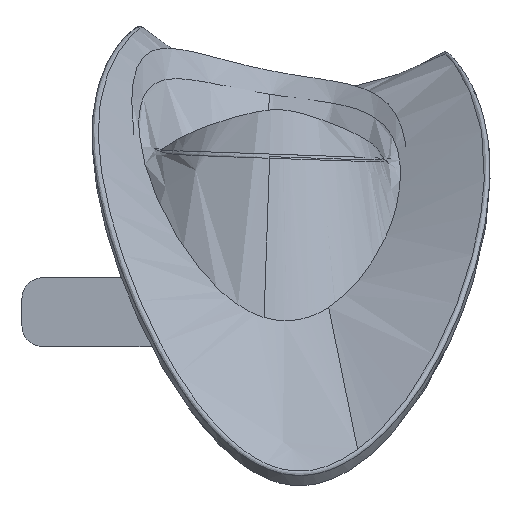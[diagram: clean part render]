
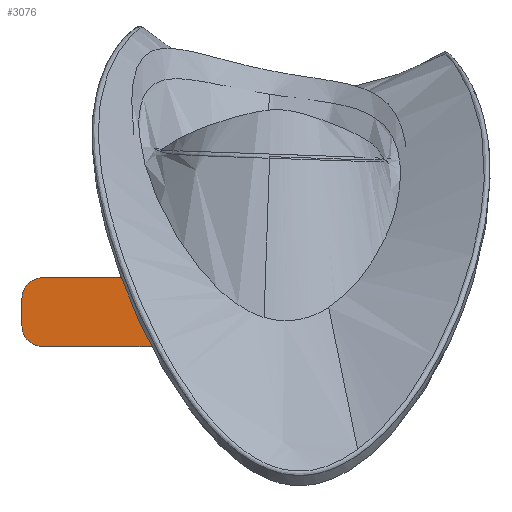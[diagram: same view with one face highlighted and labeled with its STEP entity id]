
A CAD part, left-side view. The second image highlights one B-rep face of the part: STEP entity #3076.
In plain terms, the highlighted planar face has unit normal (-1, 0, 0).
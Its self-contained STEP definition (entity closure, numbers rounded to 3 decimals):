
#62=PLANE('',#3296);
#100=ELLIPSE('',#3214,15.748,5.01);
#155=LINE('',#28308,#361);
#205=LINE('',#38351,#411);
#212=LINE('',#38379,#418);
#294=LINE('',#38705,#500);
#299=LINE('',#38717,#505);
#301=LINE('',#38724,#507);
#361=VECTOR('',#3465,10.);
#411=VECTOR('',#3595,1000.);
#418=VECTOR('',#3612,1000.);
#500=VECTOR('',#3840,1000.);
#505=VECTOR('',#3851,1000.);
#507=VECTOR('',#3859,1000.);
#602=CIRCLE('',#3216,39.662);
#628=CIRCLE('',#3290,3.);
#629=CIRCLE('',#3293,3.);
#630=CIRCLE('',#3297,3.);
#631=CIRCLE('',#3298,3.);
#805=FACE_OUTER_BOUND('',#987,.T.);
#987=EDGE_LOOP('',(#2709,#2710,#2711,#2712,#2713,#2714,#2715,#2716,#2717,
#2718,#2719,#2720));
#1326=VERTEX_POINT('',#28294);
#1327=VERTEX_POINT('',#28307);
#1408=VERTEX_POINT('',#38349);
#1409=VERTEX_POINT('',#38362);
#1410=VERTEX_POINT('',#38366);
#1412=VERTEX_POINT('',#38371);
#1485=VERTEX_POINT('',#38699);
#1486=VERTEX_POINT('',#38703);
#1487=VERTEX_POINT('',#38707);
#1490=VERTEX_POINT('',#38715);
#1491=VERTEX_POINT('',#38721);
#1492=VERTEX_POINT('',#38723);
#1689=EDGE_CURVE('',#1326,#1327,#155,.T.);
#1789=EDGE_CURVE('',#1408,#1326,#205,.T.);
#1790=EDGE_CURVE('',#1327,#1409,#100,.T.);
#1792=EDGE_CURVE('',#1409,#1410,#602,.T.);
#1799=EDGE_CURVE('',#1410,#1412,#212,.T.);
#1915=EDGE_CURVE('',#1408,#1485,#628,.T.);
#1917=EDGE_CURVE('',#1486,#1485,#294,.T.);
#1919=EDGE_CURVE('',#1487,#1486,#629,.T.);
#1923=EDGE_CURVE('',#1490,#1487,#299,.T.);
#1925=EDGE_CURVE('',#1491,#1490,#630,.T.);
#1926=EDGE_CURVE('',#1492,#1491,#301,.T.);
#1927=EDGE_CURVE('',#1412,#1492,#631,.T.);
#2709=ORIENTED_EDGE('',*,*,#1792,.F.);
#2710=ORIENTED_EDGE('',*,*,#1790,.F.);
#2711=ORIENTED_EDGE('',*,*,#1689,.F.);
#2712=ORIENTED_EDGE('',*,*,#1789,.F.);
#2713=ORIENTED_EDGE('',*,*,#1915,.T.);
#2714=ORIENTED_EDGE('',*,*,#1917,.F.);
#2715=ORIENTED_EDGE('',*,*,#1919,.F.);
#2716=ORIENTED_EDGE('',*,*,#1923,.F.);
#2717=ORIENTED_EDGE('',*,*,#1925,.F.);
#2718=ORIENTED_EDGE('',*,*,#1926,.F.);
#2719=ORIENTED_EDGE('',*,*,#1927,.F.);
#2720=ORIENTED_EDGE('',*,*,#1799,.F.);
#3076=ADVANCED_FACE('',(#805),#62,.F.);
#3214=AXIS2_PLACEMENT_3D('',#38363,#3596,#3597);
#3216=AXIS2_PLACEMENT_3D('',#38367,#3601,#3602);
#3290=AXIS2_PLACEMENT_3D('',#38701,#3835,#3836);
#3293=AXIS2_PLACEMENT_3D('',#38709,#3844,#3845);
#3296=AXIS2_PLACEMENT_3D('',#38720,#3855,#3856);
#3297=AXIS2_PLACEMENT_3D('',#38722,#3857,#3858);
#3298=AXIS2_PLACEMENT_3D('',#38725,#3860,#3861);
#3465=DIRECTION('',(0.,-0.442,0.897));
#3595=DIRECTION('',(0.,0.,1.));
#3596=DIRECTION('center_axis',(-1.,0.,0.));
#3597=DIRECTION('ref_axis',(0.,-0.479,-0.878));
#3601=DIRECTION('center_axis',(-1.,0.,0.));
#3602=DIRECTION('ref_axis',(0.,0.,-1.));
#3612=DIRECTION('',(0.,0.,-1.));
#3835=DIRECTION('center_axis',(1.,0.,0.));
#3836=DIRECTION('ref_axis',(0.,0.,1.));
#3840=DIRECTION('',(0.,-1.,0.));
#3844=DIRECTION('center_axis',(1.,0.,0.));
#3845=DIRECTION('ref_axis',(0.,0.,-1.));
#3851=DIRECTION('',(0.,0.,1.));
#3855=DIRECTION('center_axis',(1.,0.,0.));
#3856=DIRECTION('ref_axis',(0.,0.,-1.));
#3857=DIRECTION('center_axis',(1.,0.,0.));
#3858=DIRECTION('ref_axis',(0.,0.,-1.));
#3859=DIRECTION('',(0.,1.,0.));
#3860=DIRECTION('center_axis',(1.,0.,0.));
#3861=DIRECTION('ref_axis',(0.,0.,-1.));
#28294=CARTESIAN_POINT('',(-47.65,9.787,45.134));
#28307=CARTESIAN_POINT('',(-47.65,9.709,45.294));
#28308=CARTESIAN_POINT('',(-47.65,9.787,45.134));
#38349=CARTESIAN_POINT('',(-47.65,9.787,43.227));
#38351=CARTESIAN_POINT('',(-47.65,9.787,56.646));
#38362=CARTESIAN_POINT('',(-47.65,8.288,43.216));
#38363=CARTESIAN_POINT('Origin',(-47.65,7.071,50.662));
#38366=CARTESIAN_POINT('',(-47.65,-2.213,39.657));
#38367=CARTESIAN_POINT('Origin',(-47.65,-9.567,78.631));
#38371=CARTESIAN_POINT('',(-47.65,-2.213,33.227));
#38379=CARTESIAN_POINT('',(-47.65,-2.213,56.227));
#38699=CARTESIAN_POINT('',(-47.65,12.787,40.227));
#38701=CARTESIAN_POINT('Origin',(-47.65,12.787,43.227));
#38703=CARTESIAN_POINT('',(-47.65,29.787,40.227));
#38705=CARTESIAN_POINT('',(-47.65,9.787,40.227));
#38707=CARTESIAN_POINT('',(-47.65,32.787,37.227));
#38709=CARTESIAN_POINT('Origin',(-47.65,29.787,37.227));
#38715=CARTESIAN_POINT('',(-47.65,32.787,33.227));
#38717=CARTESIAN_POINT('',(-47.65,32.787,40.227));
#38720=CARTESIAN_POINT('Origin',(-47.65,0.,0.));
#38721=CARTESIAN_POINT('',(-47.65,29.787,30.227));
#38722=CARTESIAN_POINT('Origin',(-47.65,29.787,33.227));
#38723=CARTESIAN_POINT('',(-47.65,0.787,30.227));
#38724=CARTESIAN_POINT('',(-47.65,0.,30.227));
#38725=CARTESIAN_POINT('Origin',(-47.65,0.787,33.227));
